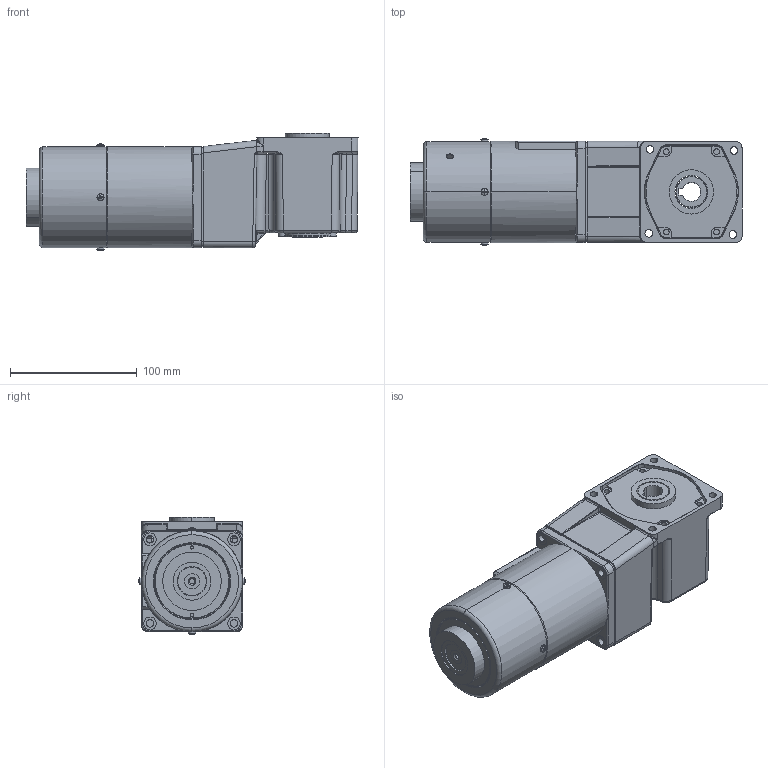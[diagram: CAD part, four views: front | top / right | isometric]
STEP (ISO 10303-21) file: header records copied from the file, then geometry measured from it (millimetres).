
FILE_DESCRIPTION (( 'STEP AP203' ), '1' );
FILE_NAME ('4RK25RGN-CM+RC眊极.STEP', '2022-08-25T03:02:52', ( '' ), ( 'Microsoft' ), 'SwSTEP 2.0', 'SolidWorks 2020', '' );
FILE_SCHEMA (( 'CONFIG_CONTROL_DESIGN' ));
Length unit declared in the file: millimetre
Products named in the file (1): 4RK25RGN-CM+RC眊极
Bounding box: 262.4 x 84.31 x 92.65 mm (x, y, z)
Surface area: 111765.8 mm2 (no closed solid volume)
Topology: 0 solids, 21 shells, 414 faces, 1268 edges, 844 vertices
Faces by surface type: cylinder 197, plane 110, bspline 67, torus 20, cone 12, sphere 8
Entity records: 17923 total; most frequent: CARTESIAN_POINT 6960, DIRECTION 2320, ORIENTED_EDGE 2117, EDGE_CURVE 1249, AXIS2_PLACEMENT_3D 928, VERTEX_POINT 844, CIRCLE 580, EDGE_LOOP 476
